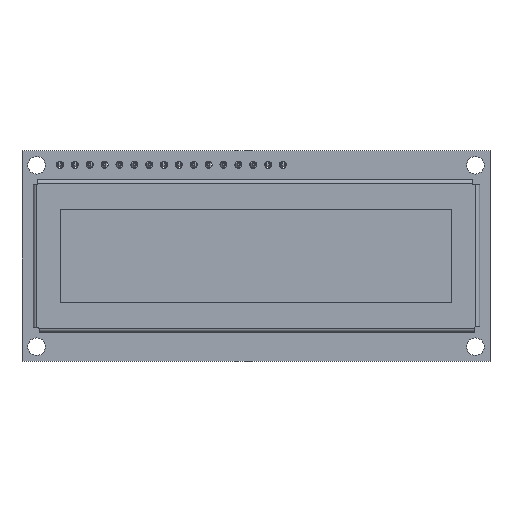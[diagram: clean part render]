
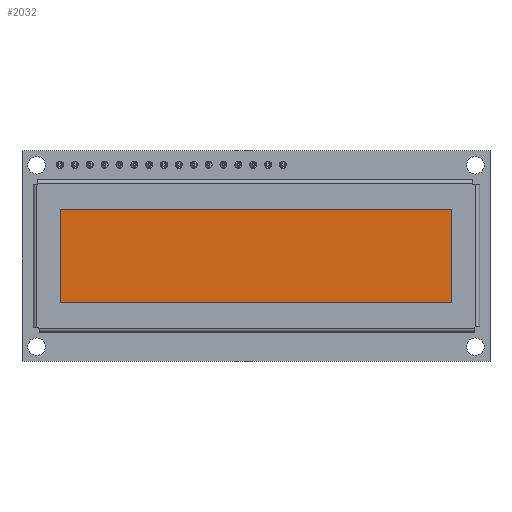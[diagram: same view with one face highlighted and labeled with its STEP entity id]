
A CAD part, top view. The second image highlights one B-rep face of the part: STEP entity #2032.
In plain terms, the highlighted planar face has unit normal (0, 0, 1).
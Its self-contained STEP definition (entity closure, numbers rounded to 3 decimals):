
#1903 = VERTEX_POINT('',#1904);
#1904 = CARTESIAN_POINT('',(-35.,8.5,5.));
#1910 = EDGE_CURVE('',#1903,#1911,#1913,.T.);
#1911 = VERTEX_POINT('',#1912);
#1912 = CARTESIAN_POINT('',(35.,8.5,5.));
#1913 = LINE('',#1914,#1915);
#1914 = CARTESIAN_POINT('',(-35.,8.5,5.));
#1915 = VECTOR('',#1916,1.);
#1916 = DIRECTION('',(1.,0.,0.));
#1941 = EDGE_CURVE('',#1911,#1942,#1944,.T.);
#1942 = VERTEX_POINT('',#1943);
#1943 = CARTESIAN_POINT('',(35.,-8.5,5.));
#1944 = LINE('',#1945,#1946);
#1945 = CARTESIAN_POINT('',(35.,8.5,5.));
#1946 = VECTOR('',#1947,1.);
#1947 = DIRECTION('',(0.,-1.,0.));
#1972 = EDGE_CURVE('',#1942,#1973,#1975,.T.);
#1973 = VERTEX_POINT('',#1974);
#1974 = CARTESIAN_POINT('',(-35.,-8.5,5.));
#1975 = LINE('',#1976,#1977);
#1976 = CARTESIAN_POINT('',(35.,-8.5,5.));
#1977 = VECTOR('',#1978,1.);
#1978 = DIRECTION('',(-1.,0.,0.));
#2003 = EDGE_CURVE('',#1973,#1903,#2004,.T.);
#2004 = LINE('',#2005,#2006);
#2005 = CARTESIAN_POINT('',(-35.,-8.5,5.));
#2006 = VECTOR('',#2007,1.);
#2007 = DIRECTION('',(0.,1.,0.));
#2032 = ADVANCED_FACE('',(#2033),#2039,.T.);
#2033 = FACE_BOUND('',#2034,.F.);
#2034 = EDGE_LOOP('',(#2035,#2036,#2037,#2038));
#2035 = ORIENTED_EDGE('',*,*,#1910,.T.);
#2036 = ORIENTED_EDGE('',*,*,#1941,.T.);
#2037 = ORIENTED_EDGE('',*,*,#1972,.T.);
#2038 = ORIENTED_EDGE('',*,*,#2003,.T.);
#2039 = PLANE('',#2040);
#2040 = AXIS2_PLACEMENT_3D('',#2041,#2042,#2043);
#2041 = CARTESIAN_POINT('',(0.,0.,5.));
#2042 = DIRECTION('',(0.,0.,1.));
#2043 = DIRECTION('',(1.,0.,0.));
